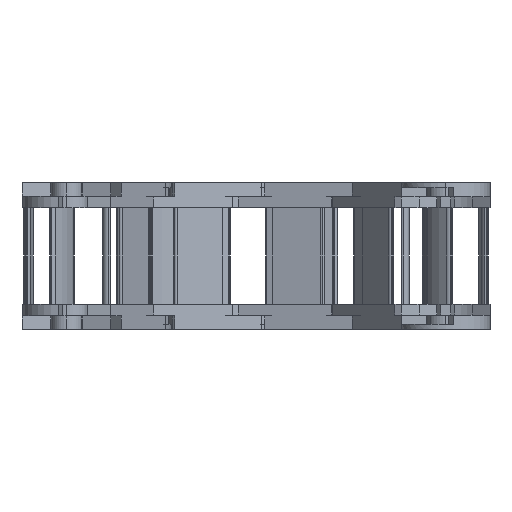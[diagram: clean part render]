
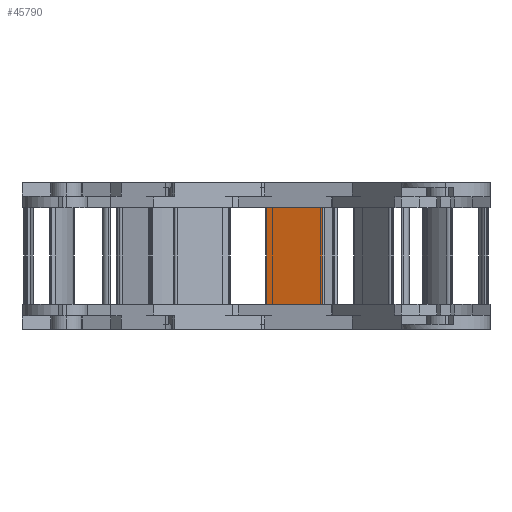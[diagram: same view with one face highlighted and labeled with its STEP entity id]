
A CAD part, left-side view. The second image highlights one B-rep face of the part: STEP entity #45790.
In plain terms, the highlighted planar face has unit normal (-0.97, 0.244, 0).
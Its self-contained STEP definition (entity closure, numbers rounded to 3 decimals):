
#355 = ORIENTED_EDGE ( 'NONE', *, *, #65797, .F. ) ;
#999 = EDGE_CURVE ( 'NONE', #78997, #37572, #65242, .T. ) ;
#5196 = DIRECTION ( 'NONE',  ( 0.97, -0.244, 0. ) ) ;
#5607 = DIRECTION ( 'NONE',  ( 0., 0., -1. ) ) ;
#5876 = DIRECTION ( 'NONE',  ( 0., 0., 1. ) ) ;
#11480 = CARTESIAN_POINT ( 'NONE',  ( 37.239, 46.212, 12.5 ) ) ;
#15603 = ORIENTED_EDGE ( 'NONE', *, *, #57985, .T. ) ;
#17900 = CARTESIAN_POINT ( 'NONE',  ( 37.239, 46.212, -12.5 ) ) ;
#19450 = EDGE_CURVE ( 'NONE', #37572, #64366, #23391, .T. ) ;
#20360 = CARTESIAN_POINT ( 'NONE',  ( 33.653, 31.957, 12.5 ) ) ;
#20537 = ORIENTED_EDGE ( 'NONE', *, *, #19450, .F. ) ;
#23391 = LINE ( 'NONE', #38070, #65429 ) ;
#25037 = DIRECTION ( 'NONE',  ( 0.244, 0.97, 0. ) ) ;
#25275 = FACE_OUTER_BOUND ( 'NONE', #61484, .T. ) ;
#31812 = VECTOR ( 'NONE', #5876, 1000. ) ;
#35833 = CARTESIAN_POINT ( 'NONE',  ( 37.239, 46.212, 12.5 ) ) ;
#37572 = VERTEX_POINT ( 'NONE', #42972 ) ;
#38013 = VECTOR ( 'NONE', #46381, 1000. ) ;
#38070 = CARTESIAN_POINT ( 'NONE',  ( 37.239, 46.212, -12.5 ) ) ;
#41582 = ORIENTED_EDGE ( 'NONE', *, *, #999, .F. ) ;
#42972 = CARTESIAN_POINT ( 'NONE',  ( 33.653, 31.957, -12.5 ) ) ;
#45790 = ADVANCED_FACE ( 'NONE', ( #25275 ), #68932, .F. ) ;
#46381 = DIRECTION ( 'NONE',  ( 0., 0., -1. ) ) ;
#50521 = CARTESIAN_POINT ( 'NONE',  ( 31.421, 23.083, 12.5 ) ) ;
#53018 = VERTEX_POINT ( 'NONE', #35833 ) ;
#57985 = EDGE_CURVE ( 'NONE', #78997, #53018, #64331, .T. ) ;
#61484 = EDGE_LOOP ( 'NONE', ( #41582, #15603, #355, #20537 ) ) ;
#62812 = CARTESIAN_POINT ( 'NONE',  ( 33.653, 31.957, 12.5 ) ) ;
#62934 = CARTESIAN_POINT ( 'NONE',  ( 37.239, 46.212, 12.5 ) ) ;
#64331 = LINE ( 'NONE', #50521, #72554 ) ;
#64366 = VERTEX_POINT ( 'NONE', #17900 ) ;
#65242 = LINE ( 'NONE', #20360, #38013 ) ;
#65429 = VECTOR ( 'NONE', #25037, 1000. ) ;
#65797 = EDGE_CURVE ( 'NONE', #64366, #53018, #75495, .T. ) ;
#68932 = PLANE ( 'NONE',  #69682 ) ;
#69682 = AXIS2_PLACEMENT_3D ( 'NONE', #11480, #5196, #5607 ) ;
#72554 = VECTOR ( 'NONE', #76892, 1000. ) ;
#75495 = LINE ( 'NONE', #62934, #31812 ) ;
#76892 = DIRECTION ( 'NONE',  ( 0.244, 0.97, 0. ) ) ;
#78997 = VERTEX_POINT ( 'NONE', #62812 ) ;
